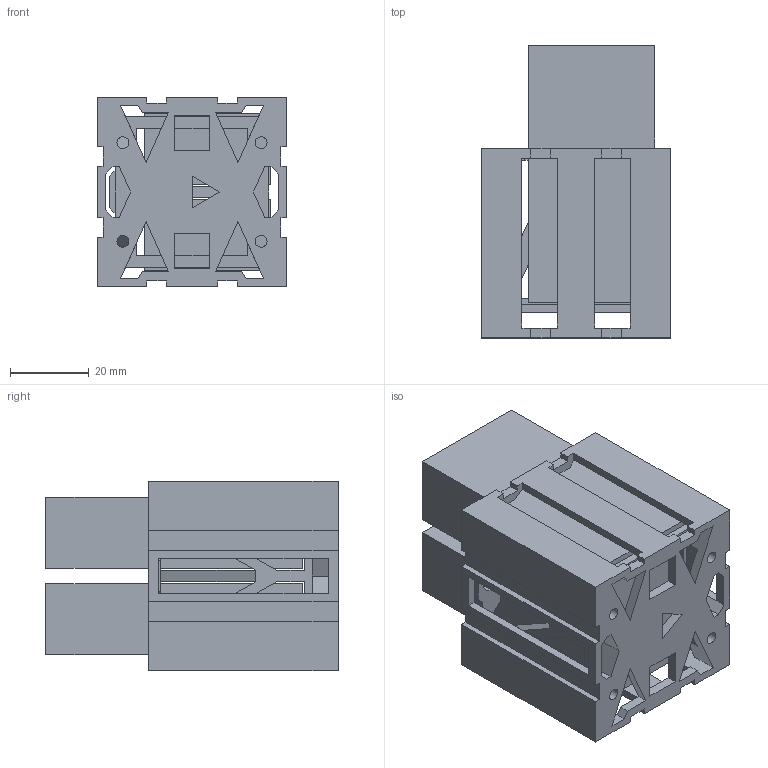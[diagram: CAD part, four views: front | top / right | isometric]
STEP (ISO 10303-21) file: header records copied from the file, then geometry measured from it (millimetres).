
FILE_DESCRIPTION(/* description */ (''),/* implementation_level */ '2;1');
FILE_NAME(/* name */ '2a944b21-227e-409d-a87d-d3c5d8c73e53.stp',/* time_stamp */ '2021-12-10T13:43:13+00:00',/* author */ (''),/* organization */ (''),/* preprocessor_version */ 'ST-DEVELOPER v18.1',/* originating_system */ 'Autodesk Translation Framework v10.10.0.1391',/* authorisation */ '');
FILE_SCHEMA (('AUTOMOTIVE_DESIGN { 1 0 10303 214 3 1 1 }'));
Length unit declared in the file: millimetre
Products named in the file (1): Battary Module
Bounding box: 48 x 74 x 48 mm (x, y, z)
Volume: 100913.4 mm3; surface area: 39359 mm2
Topology: 4 solids, 4 shells, 203 faces, 621 edges, 404 vertices
Faces by surface type: plane 194, cylinder 9
Full cylindrical faces by diameter (mm): 3 x8, 6 x1
Entity records: 6937 total; most frequent: ORIENTED_EDGE 1242, CARTESIAN_POINT 1229, DIRECTION 1047, EDGE_CURVE 621, LINE 603, VECTOR 603, VERTEX_POINT 404, EDGE_LOOP 241
